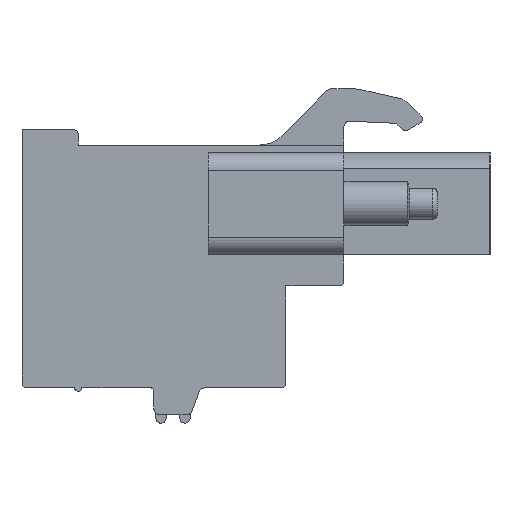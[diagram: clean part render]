
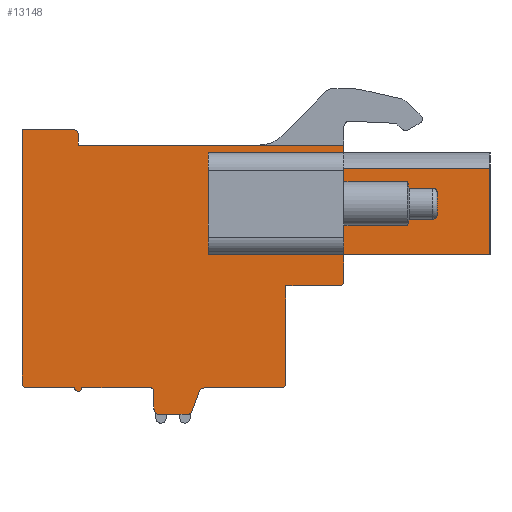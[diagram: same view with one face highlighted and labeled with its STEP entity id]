
A CAD part, left-side view. The second image highlights one B-rep face of the part: STEP entity #13148.
In plain terms, the highlighted planar face has unit normal (-1, 0, 0).
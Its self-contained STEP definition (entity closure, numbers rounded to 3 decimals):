
#1=DIRECTION('',(0.,-1.,0.));
#2=VECTOR('',#1,6.1);
#3=CARTESIAN_POINT('',(0.,2.04,0.73));
#4=LINE('',#3,#2);
#5=DIRECTION('',(0.,0.,1.));
#6=VECTOR('',#5,5.8);
#7=CARTESIAN_POINT('',(0.,-4.06,0.73));
#8=LINE('',#7,#6);
#9=DIRECTION('',(0.,1.,0.));
#10=VECTOR('',#9,6.1);
#11=CARTESIAN_POINT('',(0.,-4.06,6.53));
#12=LINE('',#11,#10);
#13=CARTESIAN_POINT('',(0.,-2.06,-6.54));
#14=DIRECTION('',(1.,0.,0.));
#15=DIRECTION('',(0.,-1.,0.));
#16=AXIS2_PLACEMENT_3D('',#13,#14,#15);
#18=DIRECTION('',(0.,1.,0.));
#19=VECTOR('',#18,4.34);
#20=CARTESIAN_POINT('',(0.,-2.06,-6.84));
#21=LINE('',#20,#19);
#22=CARTESIAN_POINT('',(0.,2.28,-7.14));
#23=DIRECTION('',(-1.,0.,0.));
#24=DIRECTION('',(0.,0.,1.));
#25=AXIS2_PLACEMENT_3D('',#22,#23,#24);
#27=DIRECTION('',(0.,0.345,-0.939));
#28=VECTOR('',#27,1.179);
#29=CARTESIAN_POINT('',(0.,2.562,-7.037));
#30=LINE('',#29,#28);
#31=CARTESIAN_POINT('',(0.,3.25,-8.04));
#32=DIRECTION('',(1.,0.,0.));
#33=DIRECTION('',(0.,-0.939,-0.345));
#34=AXIS2_PLACEMENT_3D('',#31,#32,#33);
#36=DIRECTION('',(0.,1.,0.));
#37=VECTOR('',#36,1.59);
#38=CARTESIAN_POINT('',(0.,3.25,-8.34));
#39=LINE('',#38,#37);
#40=CARTESIAN_POINT('',(0.,4.84,-8.04));
#41=DIRECTION('',(1.,0.,0.));
#42=DIRECTION('',(0.,0.,-1.));
#43=AXIS2_PLACEMENT_3D('',#40,#41,#42);
#45=DIRECTION('',(0.,0.,1.));
#46=VECTOR('',#45,1.);
#47=CARTESIAN_POINT('',(0.,5.14,-8.04));
#48=LINE('',#47,#46);
#49=CARTESIAN_POINT('',(0.,5.34,-7.04));
#50=DIRECTION('',(-1.,0.,0.));
#51=DIRECTION('',(0.,-1.,0.));
#52=AXIS2_PLACEMENT_3D('',#49,#50,#51);
#54=DIRECTION('',(0.,1.,0.));
#55=VECTOR('',#54,3.9);
#56=CARTESIAN_POINT('',(0.,5.34,-6.84));
#57=LINE('',#56,#55);
#58=CARTESIAN_POINT('',(0.,9.44,-6.84));
#59=DIRECTION('',(1.,0.,0.));
#60=DIRECTION('',(0.,-1.,0.));
#61=AXIS2_PLACEMENT_3D('',#58,#59,#60);
#63=DIRECTION('',(0.,1.,0.));
#64=VECTOR('',#63,2.7);
#65=CARTESIAN_POINT('',(0.,9.64,-6.84));
#66=LINE('',#65,#64);
#67=CARTESIAN_POINT('',(0.,12.34,-6.54));
#68=DIRECTION('',(1.,0.,0.));
#69=DIRECTION('',(0.,0.,-1.));
#70=AXIS2_PLACEMENT_3D('',#67,#68,#69);
#72=DIRECTION('',(0.,0.,1.));
#73=VECTOR('',#72,0.5);
#74=CARTESIAN_POINT('',(0.,12.64,-6.54));
#75=LINE('',#74,#73);
#76=DIRECTION('',(0.,0.,1.));
#77=VECTOR('',#76,13.9);
#78=CARTESIAN_POINT('',(0.,12.64,-6.04));
#79=LINE('',#78,#77);
#80=DIRECTION('',(0.,-1.,0.));
#81=VECTOR('',#80,2.9);
#82=CARTESIAN_POINT('',(0.,12.64,7.86));
#83=LINE('',#82,#81);
#84=CARTESIAN_POINT('',(0.,9.74,7.56));
#85=DIRECTION('',(1.,0.,0.));
#86=DIRECTION('',(0.,0.,1.));
#87=AXIS2_PLACEMENT_3D('',#84,#85,#86);
#89=DIRECTION('',(0.,0.,-1.));
#90=VECTOR('',#89,0.6);
#91=CARTESIAN_POINT('',(0.,9.44,7.56));
#92=LINE('',#91,#90);
#93=DIRECTION('',(0.,-1.,0.));
#94=VECTOR('',#93,15.1);
#95=CARTESIAN_POINT('',(0.,9.44,6.96));
#96=LINE('',#95,#94);
#97=DIRECTION('',(0.,0.,-1.));
#98=VECTOR('',#97,1.325);
#99=CARTESIAN_POINT('',(0.,-5.66,6.96));
#100=LINE('',#99,#98);
#101=DIRECTION('',(0.,1.,0.));
#102=VECTOR('',#101,8.3);
#103=CARTESIAN_POINT('',(0.,-13.96,5.635));
#104=LINE('',#103,#102);
#105=DIRECTION('',(0.,1.,0.));
#106=VECTOR('',#105,8.3);
#107=CARTESIAN_POINT('',(0.,-13.96,0.73));
#108=LINE('',#107,#106);
#109=DIRECTION('',(0.,0.,-1.));
#110=VECTOR('',#109,1.47);
#111=CARTESIAN_POINT('',(0.,-5.66,0.73));
#112=LINE('',#111,#110);
#113=CARTESIAN_POINT('',(0.,-5.36,-0.74));
#114=DIRECTION('',(-1.,0.,0.));
#115=DIRECTION('',(0.,0.,-1.));
#116=AXIS2_PLACEMENT_3D('',#113,#114,#115);
#367=DIRECTION('',(0.,0.,1.));
#368=VECTOR('',#367,5.8);
#369=CARTESIAN_POINT('',(0.,2.04,0.73));
#370=LINE('',#369,#368);
#704=DIRECTION('',(0.,-1.,0.));
#705=VECTOR('',#704,3.);
#706=CARTESIAN_POINT('',(0.,-2.36,-1.04));
#707=LINE('',#706,#705);
#1636=DIRECTION('',(0.,0.,1.));
#1637=VECTOR('',#1636,4.905);
#1638=CARTESIAN_POINT('',(0.,-13.96,0.73));
#1639=LINE('',#1638,#1637);
#3231=DIRECTION('',(0.,0.,1.));
#3232=VECTOR('',#3231,5.5);
#3233=CARTESIAN_POINT('',(0.,-2.36,-6.54));
#3234=LINE('',#3233,#3232);
#9969=CARTESIAN_POINT('',(0.,12.34,-6.84));
#9970=CARTESIAN_POINT('',(0.,12.64,-6.54));
#9971=VERTEX_POINT('',#9969);
#9972=VERTEX_POINT('',#9970);
#9973=CARTESIAN_POINT('',(0.,12.64,-6.04));
#9974=VERTEX_POINT('',#9973);
#9975=CARTESIAN_POINT('',(0.,12.64,7.86));
#9976=VERTEX_POINT('',#9975);
#9977=CARTESIAN_POINT('',(0.,9.74,7.86));
#9978=VERTEX_POINT('',#9977);
#9979=CARTESIAN_POINT('',(0.,9.44,7.56));
#9980=VERTEX_POINT('',#9979);
#9981=CARTESIAN_POINT('',(0.,9.44,6.96));
#9982=VERTEX_POINT('',#9981);
#9983=CARTESIAN_POINT('',(0.,-5.66,6.96));
#9984=VERTEX_POINT('',#9983);
#9985=CARTESIAN_POINT('',(0.,-2.36,-6.54));
#9986=CARTESIAN_POINT('',(0.,-2.06,-6.84));
#9987=VERTEX_POINT('',#9985);
#9988=VERTEX_POINT('',#9986);
#9989=CARTESIAN_POINT('',(0.,2.28,-6.84));
#9990=VERTEX_POINT('',#9989);
#9991=CARTESIAN_POINT('',(0.,2.562,-7.037));
#9992=VERTEX_POINT('',#9991);
#9993=CARTESIAN_POINT('',(0.,2.968,-8.143));
#9994=VERTEX_POINT('',#9993);
#9995=CARTESIAN_POINT('',(0.,3.25,-8.34));
#9996=VERTEX_POINT('',#9995);
#9997=CARTESIAN_POINT('',(0.,4.84,-8.34));
#9998=VERTEX_POINT('',#9997);
#9999=CARTESIAN_POINT('',(0.,5.14,-8.04));
#10000=VERTEX_POINT('',#9999);
#10001=CARTESIAN_POINT('',(0.,5.14,-7.04));
#10002=VERTEX_POINT('',#10001);
#10003=CARTESIAN_POINT('',(0.,5.34,-6.84));
#10004=VERTEX_POINT('',#10003);
#10005=CARTESIAN_POINT('',(0.,9.24,-6.84));
#10006=VERTEX_POINT('',#10005);
#10007=CARTESIAN_POINT('',(0.,9.64,-6.84));
#10008=VERTEX_POINT('',#10007);
#10073=CARTESIAN_POINT('',(0.,-13.96,0.73));
#10074=VERTEX_POINT('',#10073);
#10075=CARTESIAN_POINT('',(0.,-5.66,0.73));
#10076=VERTEX_POINT('',#10075);
#10301=CARTESIAN_POINT('',(0.,-13.96,5.635));
#10303=VERTEX_POINT('',#10301);
#12765=CARTESIAN_POINT('',(0.,2.04,0.73));
#12766=CARTESIAN_POINT('',(0.,2.04,6.53));
#12767=VERTEX_POINT('',#12765);
#12768=VERTEX_POINT('',#12766);
#12773=CARTESIAN_POINT('',(0.,-4.06,0.73));
#12775=VERTEX_POINT('',#12773);
#12777=CARTESIAN_POINT('',(0.,-4.06,6.53));
#12779=VERTEX_POINT('',#12777);
#12781=CARTESIAN_POINT('',(0.,-5.66,5.635));
#12782=VERTEX_POINT('',#12781);
#12929=CARTESIAN_POINT('',(0.,-5.36,-1.04));
#12930=CARTESIAN_POINT('',(0.,-5.66,-0.74));
#12931=VERTEX_POINT('',#12929);
#12932=VERTEX_POINT('',#12930);
#12933=CARTESIAN_POINT('',(0.,-2.36,-1.04));
#12934=VERTEX_POINT('',#12933);
#13077=CARTESIAN_POINT('',(0.,0.,0.));
#13078=DIRECTION('',(1.,0.,0.));
#13079=DIRECTION('',(0.,-1.,0.));
#13080=AXIS2_PLACEMENT_3D('',#13077,#13078,#13079);
#13081=PLANE('',#13080);
#13083=ORIENTED_EDGE('',*,*,#13082,.F.);
#13085=ORIENTED_EDGE('',*,*,#13084,.F.);
#13087=ORIENTED_EDGE('',*,*,#13086,.T.);
#13089=ORIENTED_EDGE('',*,*,#13088,.T.);
#13091=ORIENTED_EDGE('',*,*,#13090,.T.);
#13093=ORIENTED_EDGE('',*,*,#13092,.T.);
#13095=ORIENTED_EDGE('',*,*,#13094,.T.);
#13097=ORIENTED_EDGE('',*,*,#13096,.T.);
#13099=ORIENTED_EDGE('',*,*,#13098,.T.);
#13101=ORIENTED_EDGE('',*,*,#13100,.T.);
#13103=ORIENTED_EDGE('',*,*,#13102,.T.);
#13105=ORIENTED_EDGE('',*,*,#13104,.T.);
#13107=ORIENTED_EDGE('',*,*,#13106,.T.);
#13109=ORIENTED_EDGE('',*,*,#13108,.T.);
#13111=ORIENTED_EDGE('',*,*,#13110,.T.);
#13113=ORIENTED_EDGE('',*,*,#13112,.T.);
#13115=ORIENTED_EDGE('',*,*,#13114,.T.);
#13117=ORIENTED_EDGE('',*,*,#13116,.T.);
#13119=ORIENTED_EDGE('',*,*,#13118,.T.);
#13121=ORIENTED_EDGE('',*,*,#13120,.T.);
#13123=ORIENTED_EDGE('',*,*,#13122,.T.);
#13125=ORIENTED_EDGE('',*,*,#13124,.T.);
#13127=ORIENTED_EDGE('',*,*,#13126,.F.);
#13129=ORIENTED_EDGE('',*,*,#13128,.F.);
#13131=ORIENTED_EDGE('',*,*,#13130,.T.);
#13133=ORIENTED_EDGE('',*,*,#13132,.T.);
#13135=ORIENTED_EDGE('',*,*,#13134,.F.);
#13136=EDGE_LOOP('',(#13083,#13085,#13087,#13089,#13091,#13093,#13095,#13097,
#13099,#13101,#13103,#13105,#13107,#13109,#13111,#13113,#13115,#13117,#13119,
#13121,#13123,#13125,#13127,#13129,#13131,#13133,#13135));
#13137=FACE_OUTER_BOUND('',#13136,.F.);
#13139=ORIENTED_EDGE('',*,*,#13138,.T.);
#13141=ORIENTED_EDGE('',*,*,#13140,.T.);
#13143=ORIENTED_EDGE('',*,*,#13142,.T.);
#13145=ORIENTED_EDGE('',*,*,#13144,.F.);
#13146=EDGE_LOOP('',(#13139,#13141,#13143,#13145));
#13147=FACE_BOUND('',#13146,.F.);
#13148=ADVANCED_FACE('',(#13137,#13147),#13081,.F.);
#17=CIRCLE('',#16,0.3);
#26=CIRCLE('',#25,0.3);
#35=CIRCLE('',#34,0.3);
#44=CIRCLE('',#43,0.3);
#53=CIRCLE('',#52,0.2);
#62=CIRCLE('',#61,0.2);
#71=CIRCLE('',#70,0.3);
#88=CIRCLE('',#87,0.3);
#117=CIRCLE('',#116,0.3);
#13082=EDGE_CURVE('',#12934,#12931,#707,.T.);
#13084=EDGE_CURVE('',#9987,#12934,#3234,.T.);
#13086=EDGE_CURVE('',#9987,#9988,#17,.T.);
#13088=EDGE_CURVE('',#9988,#9990,#21,.T.);
#13090=EDGE_CURVE('',#9990,#9992,#26,.T.);
#13092=EDGE_CURVE('',#9992,#9994,#30,.T.);
#13094=EDGE_CURVE('',#9994,#9996,#35,.T.);
#13096=EDGE_CURVE('',#9996,#9998,#39,.T.);
#13098=EDGE_CURVE('',#9998,#10000,#44,.T.);
#13100=EDGE_CURVE('',#10000,#10002,#48,.T.);
#13102=EDGE_CURVE('',#10002,#10004,#53,.T.);
#13104=EDGE_CURVE('',#10004,#10006,#57,.T.);
#13106=EDGE_CURVE('',#10006,#10008,#62,.T.);
#13108=EDGE_CURVE('',#10008,#9971,#66,.T.);
#13110=EDGE_CURVE('',#9971,#9972,#71,.T.);
#13112=EDGE_CURVE('',#9972,#9974,#75,.T.);
#13114=EDGE_CURVE('',#9974,#9976,#79,.T.);
#13116=EDGE_CURVE('',#9976,#9978,#83,.T.);
#13118=EDGE_CURVE('',#9978,#9980,#88,.T.);
#13120=EDGE_CURVE('',#9980,#9982,#92,.T.);
#13122=EDGE_CURVE('',#9982,#9984,#96,.T.);
#13124=EDGE_CURVE('',#9984,#12782,#100,.T.);
#13126=EDGE_CURVE('',#10303,#12782,#104,.T.);
#13128=EDGE_CURVE('',#10074,#10303,#1639,.T.);
#13130=EDGE_CURVE('',#10074,#10076,#108,.T.);
#13132=EDGE_CURVE('',#10076,#12932,#112,.T.);
#13134=EDGE_CURVE('',#12931,#12932,#117,.T.);
#13138=EDGE_CURVE('',#12767,#12775,#4,.T.);
#13140=EDGE_CURVE('',#12775,#12779,#8,.T.);
#13142=EDGE_CURVE('',#12779,#12768,#12,.T.);
#13144=EDGE_CURVE('',#12767,#12768,#370,.T.);
